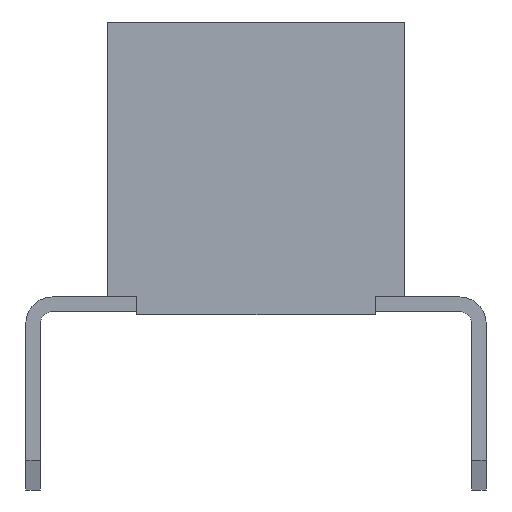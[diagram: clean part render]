
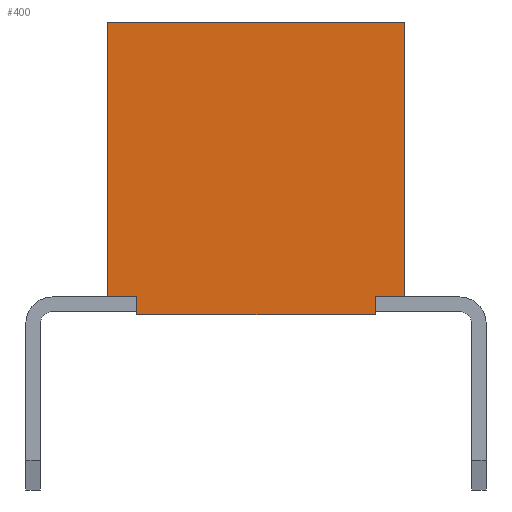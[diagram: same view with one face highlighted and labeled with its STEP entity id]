
A CAD part, left-side view. The second image highlights one B-rep face of the part: STEP entity #400.
In plain terms, the highlighted planar face has unit normal (-1, 0, 0).
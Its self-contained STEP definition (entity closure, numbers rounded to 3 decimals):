
#400=ADVANCED_FACE('',(#1880),#1188,.T.);
#1188=PLANE('',#15463);
#1880=FACE_OUTER_BOUND('',#2724,.T.);
#2724=EDGE_LOOP('',(#4152,#4153,#4154,#4155,#4156,#4157,#4158,#4159));
#4152=ORIENTED_EDGE('',*,*,#9875,.T.);
#4153=ORIENTED_EDGE('',*,*,#9873,.T.);
#4154=ORIENTED_EDGE('',*,*,#9895,.F.);
#4155=ORIENTED_EDGE('',*,*,#9573,.T.);
#4156=ORIENTED_EDGE('',*,*,#9896,.T.);
#4157=ORIENTED_EDGE('',*,*,#9897,.T.);
#4158=ORIENTED_EDGE('',*,*,#9898,.F.);
#4159=ORIENTED_EDGE('',*,*,#9569,.T.);
#8185=VERTEX_POINT('',#21031);
#8186=VERTEX_POINT('',#21033);
#8189=VERTEX_POINT('',#21039);
#8190=VERTEX_POINT('',#21041);
#8487=VERTEX_POINT('',#21636);
#8489=VERTEX_POINT('',#21640);
#8490=VERTEX_POINT('',#21667);
#8491=VERTEX_POINT('',#21669);
#9569=EDGE_CURVE('',#8186,#8185,#11759,.T.);
#9573=EDGE_CURVE('',#8190,#8189,#11763,.T.);
#9873=EDGE_CURVE('',#8487,#8489,#12063,.T.);
#9875=EDGE_CURVE('',#8185,#8487,#12065,.T.);
#9895=EDGE_CURVE('',#8190,#8489,#12085,.T.);
#9896=EDGE_CURVE('',#8189,#8490,#12086,.T.);
#9897=EDGE_CURVE('',#8490,#8491,#12087,.T.);
#9898=EDGE_CURVE('',#8186,#8491,#12088,.T.);
#11759=LINE('',#21032,#13757);
#11763=LINE('',#21040,#13761);
#12063=LINE('',#21641,#14061);
#12065=LINE('',#21644,#14063);
#12085=LINE('',#21665,#14083);
#12086=LINE('',#21666,#14084);
#12087=LINE('',#21668,#14085);
#12088=LINE('',#21670,#14086);
#13757=VECTOR('',#16776,1.);
#13761=VECTOR('',#16780,1.);
#14061=VECTOR('',#17082,1.);
#14063=VECTOR('',#17086,1.);
#14083=VECTOR('',#17108,1.);
#14084=VECTOR('',#17109,1.);
#14085=VECTOR('',#17110,1.);
#14086=VECTOR('',#17111,1.);
#15463=AXIS2_PLACEMENT_3D('',#21671,#17112,#17113);
#16776=DIRECTION('',(0.,-1.,0.));
#16780=DIRECTION('',(0.,-1.,0.));
#17082=DIRECTION('',(0.,1.,0.));
#17086=DIRECTION('',(0.,0.,1.));
#17108=DIRECTION('',(0.,0.,1.));
#17109=DIRECTION('',(0.,0.,-1.));
#17110=DIRECTION('',(0.,-1.,0.));
#17111=DIRECTION('',(0.,0.,-1.));
#17112=DIRECTION('',(-1.,0.,0.));
#17113=DIRECTION('',(0.,0.,1.));
#21031=CARTESIAN_POINT('',(0.,0.,0.));
#21032=CARTESIAN_POINT('',(0.,2.54,0.));
#21033=CARTESIAN_POINT('',(0.,0.5,0.));
#21039=CARTESIAN_POINT('',(0.,4.58,0.));
#21040=CARTESIAN_POINT('',(0.,2.54,0.));
#21041=CARTESIAN_POINT('',(0.,5.08,0.));
#21636=CARTESIAN_POINT('',(0.,0.,4.7));
#21640=CARTESIAN_POINT('',(0.,5.08,4.7));
#21641=CARTESIAN_POINT('',(0.,2.54,4.7));
#21644=CARTESIAN_POINT('',(0.,0.,0.));
#21665=CARTESIAN_POINT('',(0.,5.08,0.));
#21666=CARTESIAN_POINT('',(0.,4.58,-0.3));
#21667=CARTESIAN_POINT('',(0.,4.58,-0.3));
#21668=CARTESIAN_POINT('',(0.,4.58,-0.3));
#21669=CARTESIAN_POINT('',(0.,0.5,-0.3));
#21670=CARTESIAN_POINT('',(0.,0.5,-0.3));
#21671=CARTESIAN_POINT('',(0.,2.54,0.));
